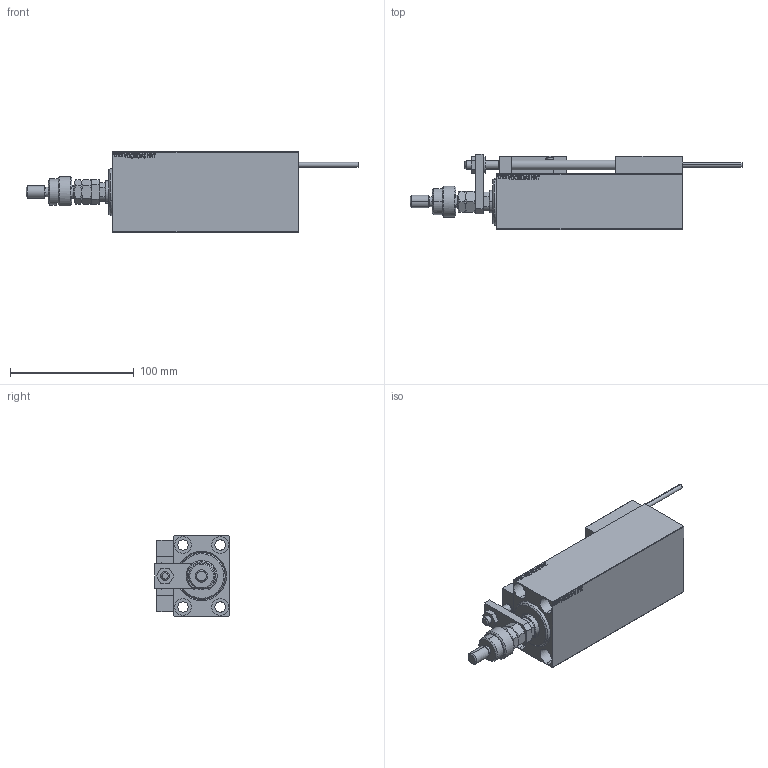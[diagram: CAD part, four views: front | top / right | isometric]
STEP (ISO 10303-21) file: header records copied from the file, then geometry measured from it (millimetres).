
FILE_DESCRIPTION (( 'STEP AP203' ), '1' );
FILE_NAME ('0d0a.STEP', '2022-04-17T00:19:23', ( '' ), ( '' ), 'SwSTEP 2.0', 'SolidWorks 2019', '' );
FILE_SCHEMA (( 'CONFIG_CONTROL_DESIGN' ));
Length unit declared in the file: millimetre
Products named in the file (18): V450CM_VC_B dc2743002cfe0cd4bc3d7ab46fa195c5; MFA dc2743002cfe0cd4bc3d7ab46fa195c5; X_Y_DFA dc2743002cfe0cd4bc3d7ab46fa195c5; MAGNET dc2743002cfe0cd4bc3d7ab46fa195c5; SWITCH DIM B,W dc2743002cfe0cd4bc3d7ab46fa195c5; SWITCH X dc2743002cfe0cd4bc3d7ab46fa195c5; SWITCH_X_FRONT_BACK dc2743002cfe0cd4bc3d7ab46fa195c5; KONCOVKA dc2743002cfe0cd4bc3d7ab46fa195c5; 0d0a; V450CM_C_VCP dc2743002cfe0cd4bc3d7ab46fa195c5; ALLEN BOLT D8 dc2743002cfe0cd4bc3d7ab46fa195c5; V450CM_C_Body dc2743002cfe0cd4bc3d7ab46fa195c5; FEMALE_PART_FOR_DFA dc2743002cfe0cd4bc3d7ab46fa195c5; Block dc2743002cfe0cd4bc3d7ab46fa195c5; NUT_D12 dc2743002cfe0cd4bc3d7ab46fa195c5; TYC_L79 dc2743002cfe0cd4bc3d7ab46fa195c5; ZARAZKA dc2743002cfe0cd4bc3d7ab46fa195c5; ALLEN BOLT D5 dc2743002cfe0cd4bc3d7ab46fa195c5
Assembly tree (27 placements, depth 3):
  0d0a
    V450CM_C_Body dc2743002cfe0cd4bc3d7ab46fa195c5
    SWITCH X dc2743002cfe0cd4bc3d7ab46fa195c5
      SWITCH_X_FRONT_BACK dc2743002cfe0cd4bc3d7ab46fa195c5  x2
      TYC_L79 dc2743002cfe0cd4bc3d7ab46fa195c5
      Block dc2743002cfe0cd4bc3d7ab46fa195c5  x2
      ALLEN BOLT D5 dc2743002cfe0cd4bc3d7ab46fa195c5  x4
      ALLEN BOLT D8 dc2743002cfe0cd4bc3d7ab46fa195c5  x4
      MAGNET dc2743002cfe0cd4bc3d7ab46fa195c5  x2
      KONCOVKA dc2743002cfe0cd4bc3d7ab46fa195c5  x2
    NUT_D12 dc2743002cfe0cd4bc3d7ab46fa195c5
    SWITCH DIM B,W dc2743002cfe0cd4bc3d7ab46fa195c5
    ZARAZKA dc2743002cfe0cd4bc3d7ab46fa195c5
    V450CM_C_VCP dc2743002cfe0cd4bc3d7ab46fa195c5
    V450CM_VC_B dc2743002cfe0cd4bc3d7ab46fa195c5
    X_Y_DFA dc2743002cfe0cd4bc3d7ab46fa195c5
      FEMALE_PART_FOR_DFA dc2743002cfe0cd4bc3d7ab46fa195c5
      MFA dc2743002cfe0cd4bc3d7ab46fa195c5
Bounding box: 268 x 60.5 x 65 mm (x, y, z)
Volume: 434687.5 mm3; surface area: 113174.5 mm2
Topology: 25 solids, 25 shells, 1363 faces, 3246 edges, 2063 vertices
Faces by surface type: plane 588, bspline 380, cylinder 197, cone 146, torus 48, sphere 4
Entity records: 52912 total; most frequent: CARTESIAN_POINT 26603, ORIENTED_EDGE 5512, DIRECTION 3830, EDGE_CURVE 2756, VERTEX_POINT 1787, LINE 1538, VECTOR 1538, EDGE_LOOP 1275
